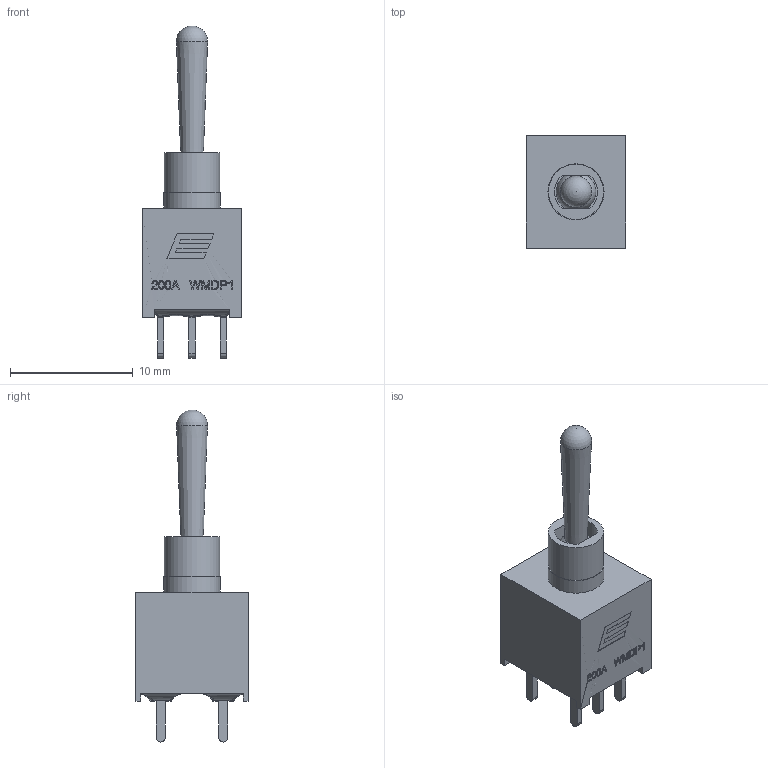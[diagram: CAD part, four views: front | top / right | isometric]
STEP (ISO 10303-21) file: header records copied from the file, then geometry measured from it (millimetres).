
FILE_DESCRIPTION((' '),'2;1');
FILE_NAME('200AWMDPxT1A2M2xE.stp','2017-07-20T16:02:00',(' '),(' '),' ','ACIS',' ');
FILE_SCHEMA(('CONFIG_CONTROL_DESIGN'));
Length unit declared in the file: inch
Products named in the file (1): 200AWMDPxT1A2M2xE.stp
Bounding box: 8.13 x 9.14 x 27.01 mm (x, y, z)
Volume: 740 mm3; surface area: 684.4 mm2
Topology: 1 solids, 1 shells, 256 faces, 642 edges, 406 vertices
Faces by surface type: plane 160, bspline 71, cylinder 22, sphere 2, cone 1
Full cylindrical faces by diameter (mm): 4.5 x1, 4.57 x1
Entity records: 9279 total; most frequent: CARTESIAN_POINT 3524, ORIENTED_EDGE 1268, DIRECTION 953, EDGE_CURVE 634, VERTEX_POINT 403, VECTOR 391, LINE 391, EDGE_LOOP 283
